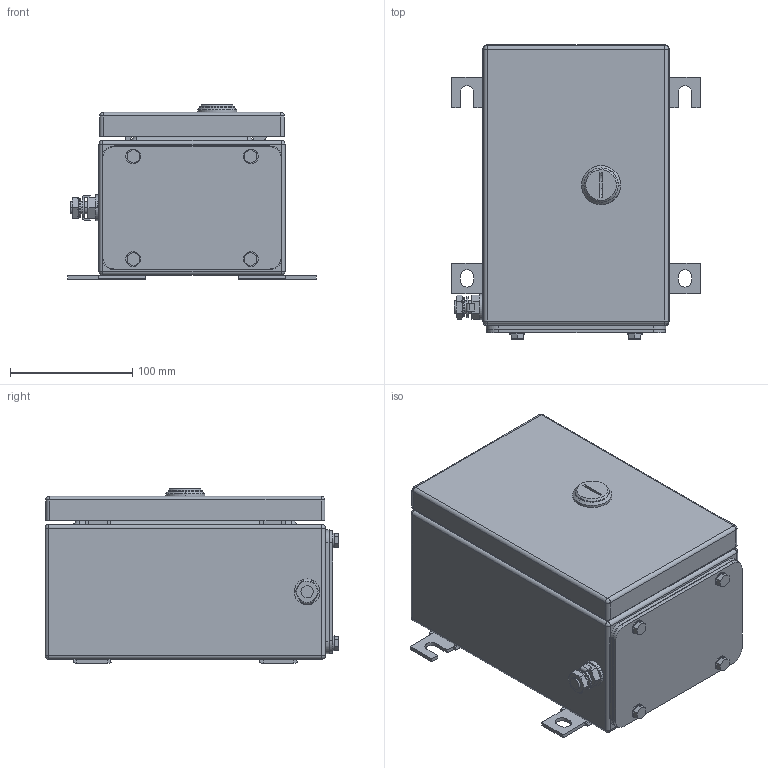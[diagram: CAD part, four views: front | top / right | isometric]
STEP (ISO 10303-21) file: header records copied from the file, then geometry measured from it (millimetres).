
FILE_DESCRIPTION(('CATIA V5 STEP Exchange','CAx-IF Rec.Pracs.--- Model Styling and Organization---1.4--- 2014-01-23'),'2;1');
FILE_NAME ('008759-7_4_1199860000_1199860000.stp','2019-09-20T11:59:48+00:00',('none'),('Weidmueller'),'CATIA Version 5-6 Release 2016 SP3 HF44','CATIA V5 STEP AP214','none');
FILE_SCHEMA(('AUTOMOTIVE_DESIGN { 1 0 10303 214 1 1 1 1 }'));
Length unit declared in the file: millimetre
Products named in the file (1): 1199860000
Bounding box: 203 x 240 x 142.8 mm (x, y, z)
Volume: 442605.2 mm3; surface area: 498126.4 mm2
Topology: 48 solids, 48 shells, 1337 faces, 3174 edges, 1962 vertices
Faces by surface type: plane 619, cylinder 452, cone 134, bspline 58, torus 50, sphere 24
Entity records: 39428 total; most frequent: CARTESIAN_POINT 10630, ORIENTED_EDGE 6264, DIRECTION 4797, EDGE_CURVE 3132, AXIS2_PLACEMENT_3D 2045, VERTEX_POINT 1962, VECTOR 1690, LINE 1690
